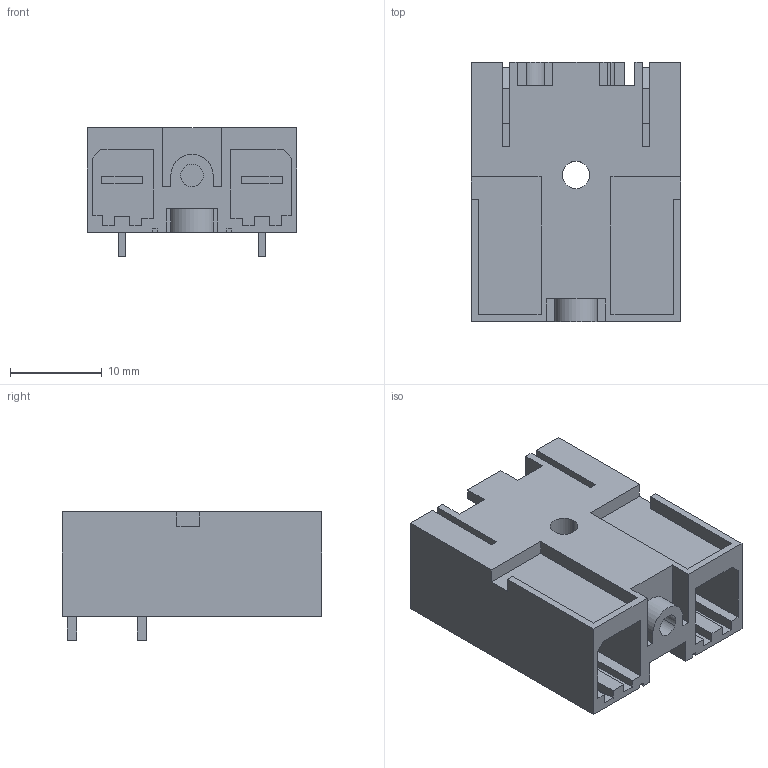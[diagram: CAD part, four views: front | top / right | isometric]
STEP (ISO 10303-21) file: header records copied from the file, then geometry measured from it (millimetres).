
FILE_DESCRIPTION(('CATIA V5 STEP Exchange','CAx-IF Rec.Pracs.--- Model Styling and Organization---1.4--- 2014-01-23'),'2;1');
FILE_NAME ('233756-1_0', '2020-12-07T17:02:38+00:00', ('none'), ('Weidmueller'), 'CATIA Version 5-6 Release 2016 SP3 HF44', 'CATIA V5 STEP AP214', 'none');
FILE_SCHEMA(('AUTOMOTIVE_DESIGN { 1 0 10303 214 1 1 1 1 }'));
Length unit declared in the file: millimetre
Products named in the file (1): 2500310000
Bounding box: 22.86 x 28.3 x 14 mm (x, y, z)
Volume: 4611.8 mm3; surface area: 5384.6 mm2
Topology: 4 solids, 4 shells, 208 faces, 592 edges, 394 vertices
Faces by surface type: plane 191, cylinder 17
Entity records: 6694 total; most frequent: ORIENTED_EDGE 1184, CARTESIAN_POINT 1173, DIRECTION 947, EDGE_CURVE 592, VECTOR 556, LINE 556, VERTEX_POINT 394, EDGE_LOOP 220
